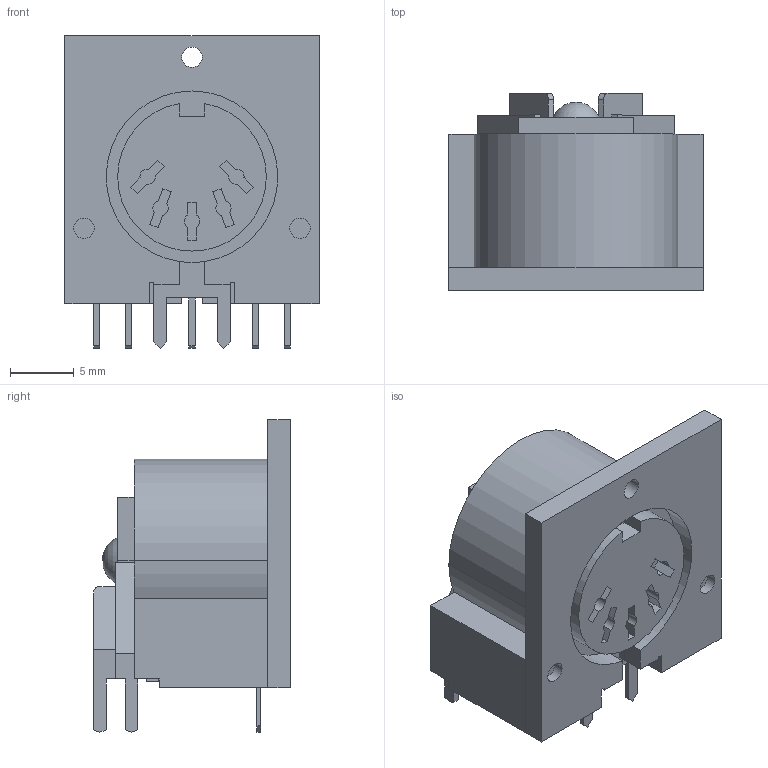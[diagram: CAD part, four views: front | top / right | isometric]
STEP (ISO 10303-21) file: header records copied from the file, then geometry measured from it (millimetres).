
FILE_DESCRIPTION(('FreeCAD Model'),'2;1');
FILE_NAME('CUI_SDS-50J.step','2018-08-24T21:30:32',( 'kicad StepUp'),('ksu MCAD'),'Open CASCADE STEP processor 7.3', 'FreeCAD','Unknown');
FILE_SCHEMA(('AUTOMOTIVE_DESIGN { 1 0 10303 214 1 1 1 1 }'));
Length unit declared in the file: millimetre
Products named in the file (1): CUI_SDS-50J
Bounding box: 20 x 15.5 x 24.6 mm (x, y, z)
Volume: 3703.1 mm3; surface area: 2849.8 mm2
Topology: 3 solids, 3 shells, 215 faces, 1855 edges, 5358 vertices
Faces by surface type: plane 166, cylinder 44, cone 4, sphere 1
Entity records: 25189 total; most frequent: CARTESIAN_POINT 7446, DIRECTION 2580, LINE 1554, VECTOR 1554, GEOMETRIC_CURVE_SET 1237, ORIENTED_EDGE 1236, TRIMMED_CURVE 1236, STYLED_ITEM 621
